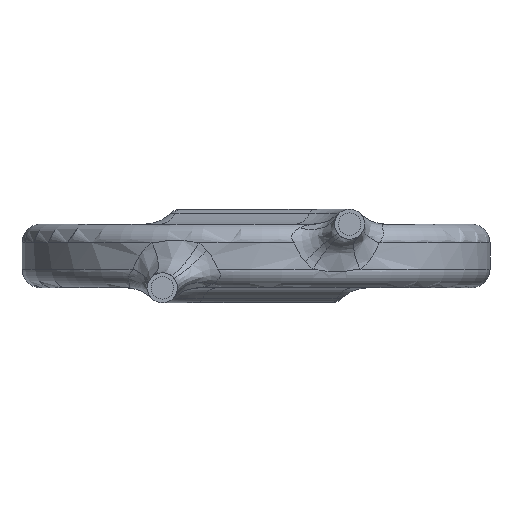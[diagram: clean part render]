
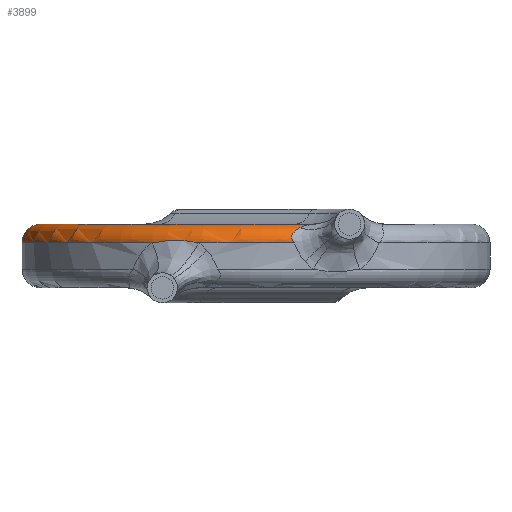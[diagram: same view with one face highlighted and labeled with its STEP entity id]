
A CAD part, front view. The second image highlights one B-rep face of the part: STEP entity #3899.
In plain terms, the highlighted toroidal (fillet/blend) face has major radius 5.75 mm and minor radius 0.5 mm.
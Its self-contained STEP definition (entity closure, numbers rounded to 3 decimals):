
#79 = VERTEX_POINT ( 'NONE', #8675 ) ;
#310 = CARTESIAN_POINT ( 'NONE',  ( 0., 0., 0.35 ) ) ;
#391 = DIRECTION ( 'NONE',  ( -1., 0., 0. ) ) ;
#399 = CARTESIAN_POINT ( 'NONE',  ( 0.953, -6.154, 0.499 ) ) ;
#412 = CARTESIAN_POINT ( 'NONE',  ( 0., 0., 0.85 ) ) ;
#504 = ORIENTED_EDGE ( 'NONE', *, *, #5625, .T. ) ;
#772 = CARTESIAN_POINT ( 'NONE',  ( 1.028, -6.165, 0.35 ) ) ;
#789 = VERTEX_POINT ( 'NONE', #3756 ) ;
#1035 = FACE_OUTER_BOUND ( 'NONE', #6666, .T. ) ;
#1122 = AXIS2_PLACEMENT_3D ( 'NONE', #6874, #6177, #1209 ) ;
#1209 = DIRECTION ( 'NONE',  ( -1., 0., 0. ) ) ;
#1293 = CARTESIAN_POINT ( 'NONE',  ( 1.52, -5.545, 0.85 ) ) ;
#1437 = CARTESIAN_POINT ( 'NONE',  ( -5.75, 0., 0.35 ) ) ;
#1461 = CARTESIAN_POINT ( 'NONE',  ( -6.25, 0., 0.35 ) ) ;
#1560 = VERTEX_POINT ( 'NONE', #5134 ) ;
#1596 = CARTESIAN_POINT ( 'NONE',  ( 0.976, -6.113, 0.586 ) ) ;
#1597 = CARTESIAN_POINT ( 'NONE',  ( 1.483, -5.628, 0.85 ) ) ;
#1724 = CARTESIAN_POINT ( 'NONE',  ( 0.987, -6.172, 0.391 ) ) ;
#2288 = CARTESIAN_POINT ( 'NONE',  ( -2.375, -5.781, 0.416 ) ) ;
#2319 = CARTESIAN_POINT ( 'NONE',  ( 0.981, -6.108, 0.594 ) ) ;
#2363 = CARTESIAN_POINT ( 'NONE',  ( 1.302, -5.82, 0.805 ) ) ;
#2763 = VERTEX_POINT ( 'NONE', #772 ) ;
#3150 = B_SPLINE_CURVE_WITH_KNOTS ( 'NONE', 3,
 ( #7133, #7832, #2288, #4987, #3704, #5633 ),
 .UNSPECIFIED., .F., .F.,
 ( 4, 2, 4 ),
 ( 0., 0.001, 0.001 ),
 .UNSPECIFIED. ) ;
#3162 = CIRCLE ( 'NONE', #1122, 6.25 ) ;
#3230 = DIRECTION ( 'NONE',  ( 0., 0., -1. ) ) ;
#3375 = CARTESIAN_POINT ( 'NONE',  ( 0.986, -6.102, 0.603 ) ) ;
#3571 = EDGE_CURVE ( 'NONE', #7835, #4930, #7201, .T. ) ;
#3704 = CARTESIAN_POINT ( 'NONE',  ( -1.745, -6.005, 0.399 ) ) ;
#3732 = ORIENTED_EDGE ( 'NONE', *, *, #6696, .T. ) ;
#3756 = CARTESIAN_POINT ( 'NONE',  ( 1.175, -5.933, 0.752 ) ) ;
#3899 = ADVANCED_FACE ( 'NONE', ( #1035 ), #8071, .T. ) ;
#4118 = EDGE_CURVE ( 'NONE', #2763, #1560, #5475, .T. ) ;
#4125 = ORIENTED_EDGE ( 'NONE', *, *, #8040, .T. ) ;
#4138 = B_SPLINE_CURVE_WITH_KNOTS ( 'NONE', 3,
 ( #7950, #1724, #6663, #399, #7856, #5976, #7818, #1596, #2319, #7508, #3375, #4654, #6155, #8181 ),
 .UNSPECIFIED., .F., .F.,
 ( 4, 2, 2, 1, 1, 2, 2, 4 ),
 ( 0., 0.25, 0.375, 0.437, 0.469, 0.484, 0.5, 1. ),
 .UNSPECIFIED. ) ;
#4287 = CARTESIAN_POINT ( 'NONE',  ( 1.238, -5.878, 0.783 ) ) ;
#4482 = ORIENTED_EDGE ( 'NONE', *, *, #4118, .F. ) ;
#4611 = CARTESIAN_POINT ( 'NONE',  ( -5.75, 0., 0.85 ) ) ;
#4654 = CARTESIAN_POINT ( 'NONE',  ( 1.021, -6.065, 0.655 ) ) ;
#4743 = AXIS2_PLACEMENT_3D ( 'NONE', #5185, #3230, #391 ) ;
#4930 = VERTEX_POINT ( 'NONE', #4611 ) ;
#4987 = CARTESIAN_POINT ( 'NONE',  ( -1.957, -5.935, 0.417 ) ) ;
#5062 = CARTESIAN_POINT ( 'NONE',  ( 1.175, -5.933, 0.752 ) ) ;
#5134 = CARTESIAN_POINT ( 'NONE',  ( -1.534, -6.059, 0.35 ) ) ;
#5185 = CARTESIAN_POINT ( 'NONE',  ( 0., 0., 0.35 ) ) ;
#5475 = CIRCLE ( 'NONE', #4743, 6.25 ) ;
#5524 = EDGE_CURVE ( 'NONE', #79, #6407, #3162, .T. ) ;
#5615 = AXIS2_PLACEMENT_3D ( 'NONE', #412, #8052, #7385 ) ;
#5625 = EDGE_CURVE ( 'NONE', #4930, #6407, #5774, .T. ) ;
#5633 = CARTESIAN_POINT ( 'NONE',  ( -1.534, -6.059, 0.35 ) ) ;
#5774 = CIRCLE ( 'NONE', #7514, 0.5 ) ;
#5976 = CARTESIAN_POINT ( 'NONE',  ( 0.962, -6.132, 0.552 ) ) ;
#6119 = EDGE_CURVE ( 'NONE', #2763, #789, #4138, .T. ) ;
#6155 = CARTESIAN_POINT ( 'NONE',  ( 1.085, -6.011, 0.708 ) ) ;
#6177 = DIRECTION ( 'NONE',  ( 0., 0., -1. ) ) ;
#6353 = DIRECTION ( 'NONE',  ( 0., 0., -1. ) ) ;
#6407 = VERTEX_POINT ( 'NONE', #1461 ) ;
#6485 = AXIS2_PLACEMENT_3D ( 'NONE', #310, #7421, #7240 ) ;
#6519 = ORIENTED_EDGE ( 'NONE', *, *, #6119, .T. ) ;
#6663 = CARTESIAN_POINT ( 'NONE',  ( 0.963, -6.17, 0.434 ) ) ;
#6666 = EDGE_LOOP ( 'NONE', ( #8184, #504, #7477, #3732, #4482, #6519, #4125 ) ) ;
#6696 = EDGE_CURVE ( 'NONE', #79, #1560, #3150, .T. ) ;
#6874 = CARTESIAN_POINT ( 'NONE',  ( 0., 0., 0.35 ) ) ;
#7046 = DIRECTION ( 'NONE',  ( 0., -1., 0. ) ) ;
#7133 = CARTESIAN_POINT ( 'NONE',  ( -2.777, -5.599, 0.35 ) ) ;
#7201 = CIRCLE ( 'NONE', #5615, 5.75 ) ;
#7240 = DIRECTION ( 'NONE',  ( -1., 0., 0. ) ) ;
#7385 = DIRECTION ( 'NONE',  ( -1., 0., 0. ) ) ;
#7421 = DIRECTION ( 'NONE',  ( 0., 0., -1. ) ) ;
#7477 = ORIENTED_EDGE ( 'NONE', *, *, #5524, .F. ) ;
#7508 = CARTESIAN_POINT ( 'NONE',  ( 0.984, -6.105, 0.599 ) ) ;
#7514 = AXIS2_PLACEMENT_3D ( 'NONE', #1437, #7046, #6353 ) ;
#7818 = CARTESIAN_POINT ( 'NONE',  ( 0.967, -6.124, 0.568 ) ) ;
#7819 = CARTESIAN_POINT ( 'NONE',  ( 1.424, -5.694, 0.838 ) ) ;
#7832 = CARTESIAN_POINT ( 'NONE',  ( -2.581, -5.696, 0.396 ) ) ;
#7835 = VERTEX_POINT ( 'NONE', #1293 ) ;
#7856 = CARTESIAN_POINT ( 'NONE',  ( 0.954, -6.147, 0.52 ) ) ;
#7950 = CARTESIAN_POINT ( 'NONE',  ( 1.028, -6.165, 0.35 ) ) ;
#8040 = EDGE_CURVE ( 'NONE', #789, #7835, #8635, .T. ) ;
#8052 = DIRECTION ( 'NONE',  ( 0., 0., -1. ) ) ;
#8071 = TOROIDAL_SURFACE ( 'NONE', #6485, 5.75, 0.5 ) ;
#8181 = CARTESIAN_POINT ( 'NONE',  ( 1.175, -5.933, 0.752 ) ) ;
#8184 = ORIENTED_EDGE ( 'NONE', *, *, #3571, .T. ) ;
#8415 = CARTESIAN_POINT ( 'NONE',  ( 1.52, -5.545, 0.85 ) ) ;
#8635 = B_SPLINE_CURVE_WITH_KNOTS ( 'NONE', 3,
 ( #5062, #4287, #2363, #7819, #1597, #8415 ),
 .UNSPECIFIED., .F., .F.,
 ( 4, 2, 4 ),
 ( 0.004, 0.004, 0.005 ),
 .UNSPECIFIED. ) ;
#8675 = CARTESIAN_POINT ( 'NONE',  ( -2.777, -5.599, 0.35 ) ) ;
